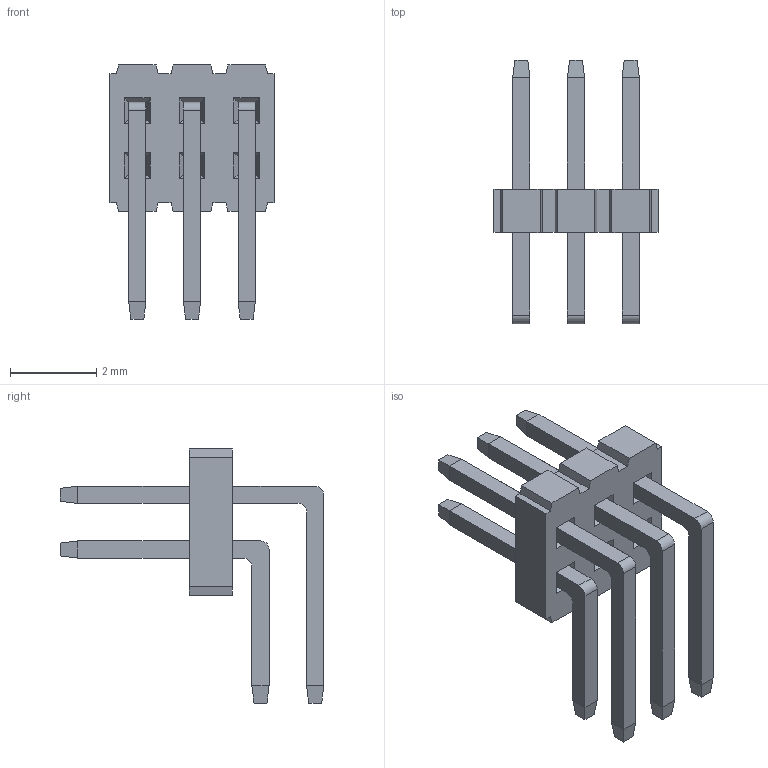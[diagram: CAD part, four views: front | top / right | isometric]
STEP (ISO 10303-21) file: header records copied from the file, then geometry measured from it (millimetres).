
FILE_DESCRIPTION(('FreeCAD Model'),'2;1');
FILE_NAME('Fusion.step','2017-04-15T23:20:56',( 'Author'),(''),'Open CASCADE STEP processor 6.8','FreeCAD','Unknown' );
FILE_SCHEMA(('AUTOMOTIVE_DESIGN_CC2 { 1 2 10303 214 -1 1 5 4 }'));
Length unit declared in the file: millimetre
Products named in the file (2): ASSEMBLY; Fusion
Assembly tree (1 placements, depth 2):
  ASSEMBLY
    Fusion
Bounding box: 3.81 x 6.12 x 5.9 mm (x, y, z)
Volume: 20.4 mm3; surface area: 123.3 mm2
Topology: 1 solids, 1 shells, 186 faces, 444 edges, 272 vertices
Faces by surface type: plane 174, cylinder 12
Entity records: 12099 total; most frequent: CARTESIAN_POINT 3016, DIRECTION 1672, LINE 1236, VECTOR 1236, ORIENTED_EDGE 888, PCURVE 888, DEFINITIONAL_REPRESENTATION 888, EDGE_CURVE 444
